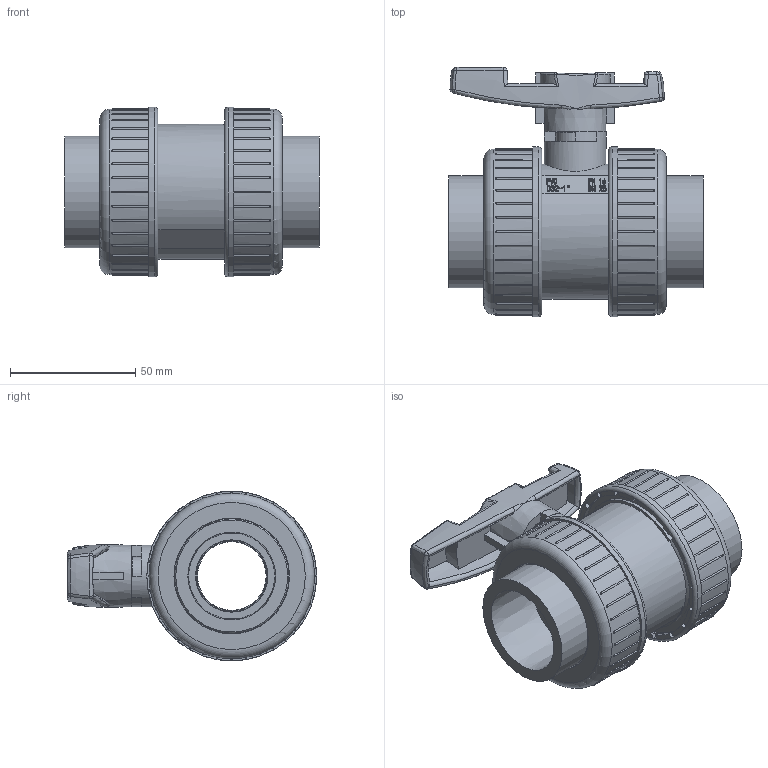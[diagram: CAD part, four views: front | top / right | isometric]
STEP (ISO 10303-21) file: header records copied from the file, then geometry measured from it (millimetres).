
FILE_DESCRIPTION(/* description */ (''),/* implementation_level */ '2;1');
FILE_NAME(/* name */ '32双由令球阀(黑）.stp',/* time_stamp */ '2024-11-09T09:27:06+08:00',/* author */ (''),/* organization */ (''),/* preprocessor_version */ 'ST-DEVELOPER v16',/* originating_system */ 'SIEMENS PLM Software NX 10.0',/* authorisation */ '');
FILE_SCHEMA (('AUTOMOTIVE_DESIGN { 1 0 10303 214 3 1 1 1 }'));
Length unit declared in the file: millimetre
Products named in the file (1): gelv0FF88864npvp
Bounding box: 101.45 x 99.36 x 67.68 mm (x, y, z)
Volume: 194708.9 mm3; surface area: 104698.2 mm2
Topology: 16 solids, 16 shells, 1035 faces, 2888 edges, 1868 vertices
Faces by surface type: plane 499, cylinder 203, extrusion 119, sphere 85, bspline 66, torus 54, cone 9
Full cylindrical faces by diameter (mm): 1.721 x1, 2.295 x1, 12.24 x4, 15.12 x3, 15.84 x1, 16.56 x2, 18 x1, 24.578 x1, 27.36 x1, 28.08 x2, 28.8 x4, 32.544 x3, 33.12 x1, 33.84 x3, 36.432 x3, 36.72 x1, 39.96 x1, 40.421 x3, 42.768 x3, 44.28 x1, 44.64 x2, 45.648 x2, 46.08 x2, 46.8 x1, 47.52 x2, 47.808 x1, 52.128 x2, 61.2 x2, 65.88 x2, 67.68 x2
Entity records: 43495 total; most frequent: CARTESIAN_POINT 19174, ORIENTED_EDGE 5196, DIRECTION 4495, EDGE_CURVE 2598, VERTEX_POINT 1757, AXIS2_PLACEMENT_3D 1587, VECTOR 1321, EDGE_LOOP 1227
